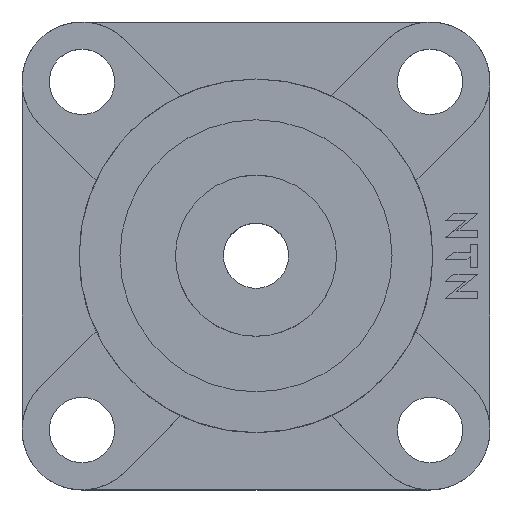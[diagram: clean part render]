
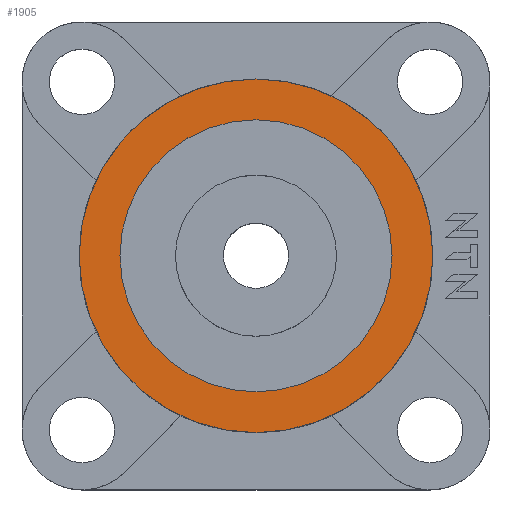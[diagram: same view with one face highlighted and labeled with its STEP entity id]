
A CAD part, top view. The second image highlights one B-rep face of the part: STEP entity #1905.
In plain terms, the highlighted planar face has unit normal (0, 0, 1).
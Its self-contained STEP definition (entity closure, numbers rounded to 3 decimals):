
#37=FACE_BOUND('',#324,.T.);
#109=PLANE('',#2082);
#206=FACE_OUTER_BOUND('',#323,.T.);
#323=EDGE_LOOP('',(#1607));
#324=EDGE_LOOP('',(#1608));
#789=CIRCLE('',#2066,32.5);
#801=CIRCLE('',#2081,25.);
#945=VERTEX_POINT('',#3181);
#963=VERTEX_POINT('',#3223);
#1179=EDGE_CURVE('',#945,#945,#789,.T.);
#1200=EDGE_CURVE('',#963,#963,#801,.T.);
#1607=ORIENTED_EDGE('',*,*,#1179,.F.);
#1608=ORIENTED_EDGE('',*,*,#1200,.T.);
#1905=ADVANCED_FACE('',(#206,#37),#109,.T.);
#2066=AXIS2_PLACEMENT_3D('',#3183,#2476,#2477);
#2081=AXIS2_PLACEMENT_3D('',#3225,#2515,#2516);
#2082=AXIS2_PLACEMENT_3D('',#3226,#2517,#2518);
#2476=DIRECTION('center_axis',(0.,0.,-1.));
#2477=DIRECTION('ref_axis',(1.,0.,0.));
#2515=DIRECTION('center_axis',(0.,0.,-1.));
#2516=DIRECTION('ref_axis',(1.,0.,0.));
#2517=DIRECTION('center_axis',(0.,0.,1.));
#2518=DIRECTION('ref_axis',(1.,0.,0.));
#3181=CARTESIAN_POINT('',(0.,-32.5,25.5));
#3183=CARTESIAN_POINT('Origin',(0.,0.,25.5));
#3223=CARTESIAN_POINT('',(0.,-25.,25.5));
#3225=CARTESIAN_POINT('Origin',(0.,0.,25.5));
#3226=CARTESIAN_POINT('Origin',(0.,32.5,25.5));
